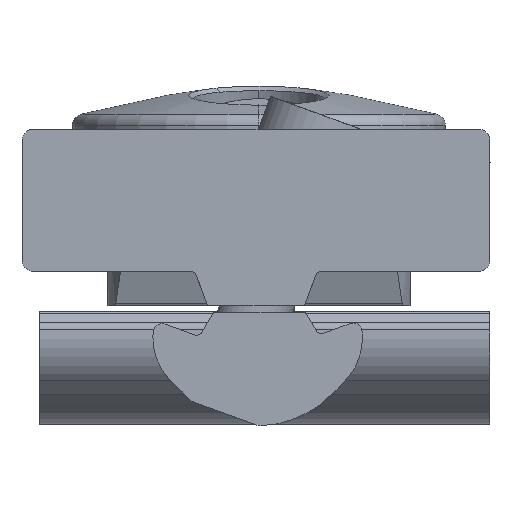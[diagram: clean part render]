
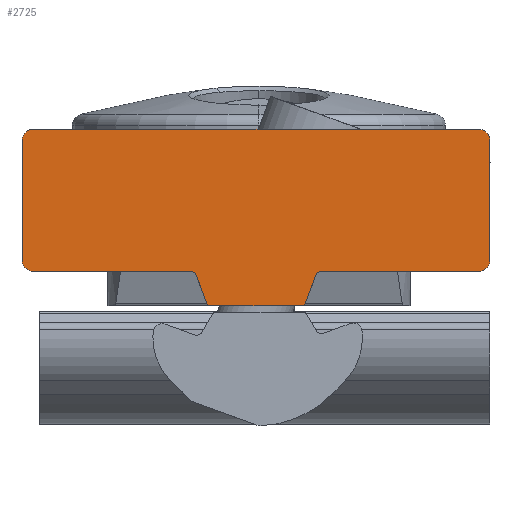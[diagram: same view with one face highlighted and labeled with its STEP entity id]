
A CAD part, front view. The second image highlights one B-rep face of the part: STEP entity #2725.
In plain terms, the highlighted planar face has unit normal (0, -1, 0).
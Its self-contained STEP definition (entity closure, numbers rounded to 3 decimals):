
#7 = VERTEX_POINT ( 'NONE', #9816 ) ;
#32 = EDGE_CURVE ( 'NONE', #10470, #1078, #2249, .T. ) ;
#184 = DIRECTION ( 'NONE',  ( 1., 0., 0. ) ) ;
#202 = VERTEX_POINT ( 'NONE', #11591 ) ;
#264 = DIRECTION ( 'NONE',  ( 1., 0., 0. ) ) ;
#543 = VECTOR ( 'NONE', #10828, 1000. ) ;
#602 = VERTEX_POINT ( 'NONE', #883 ) ;
#626 = CARTESIAN_POINT ( 'NONE',  ( 18.75, -100., -1. ) ) ;
#753 = CIRCLE ( 'NONE', #9653, 1. ) ;
#857 = ORIENTED_EDGE ( 'NONE', *, *, #2556, .T. ) ;
#883 = CARTESIAN_POINT ( 'NONE',  ( 5.032, -100., -12.329 ) ) ;
#932 = ORIENTED_EDGE ( 'NONE', *, *, #7150, .T. ) ;
#1015 = LINE ( 'NONE', #5997, #543 ) ;
#1078 = VERTEX_POINT ( 'NONE', #1713 ) ;
#1134 = CARTESIAN_POINT ( 'NONE',  ( -18.75, -100., 0. ) ) ;
#1143 = CIRCLE ( 'NONE', #8373, 0.5 ) ;
#1248 = VERTEX_POINT ( 'NONE', #7447 ) ;
#1305 = ORIENTED_EDGE ( 'NONE', *, *, #6613, .T. ) ;
#1465 = DIRECTION ( 'NONE',  ( -1., 0., 0. ) ) ;
#1494 = VERTEX_POINT ( 'NONE', #12007 ) ;
#1639 = EDGE_CURVE ( 'NONE', #1248, #2053, #8772, .T. ) ;
#1713 = CARTESIAN_POINT ( 'NONE',  ( 19.75, -100., -1. ) ) ;
#1745 = VECTOR ( 'NONE', #9909, 1000. ) ;
#1796 = CIRCLE ( 'NONE', #9430, 1. ) ;
#1909 = ORIENTED_EDGE ( 'NONE', *, *, #7652, .T. ) ;
#1927 = CARTESIAN_POINT ( 'NONE',  ( -5.028, -100., -12.329 ) ) ;
#1938 = VERTEX_POINT ( 'NONE', #12772 ) ;
#2053 = VERTEX_POINT ( 'NONE', #2302 ) ;
#2082 = CARTESIAN_POINT ( 'NONE',  ( -18.75, -100., 0. ) ) ;
#2238 = DIRECTION ( 'NONE',  ( 1., 0., 0. ) ) ;
#2249 = LINE ( 'NONE', #4218, #12589 ) ;
#2302 = CARTESIAN_POINT ( 'NONE',  ( -5.028, -100., -12.329 ) ) ;
#2373 = AXIS2_PLACEMENT_3D ( 'NONE', #6068, #4182, #184 ) ;
#2467 = AXIS2_PLACEMENT_3D ( 'NONE', #8453, #7416, #8516 ) ;
#2556 = EDGE_CURVE ( 'NONE', #8082, #12429, #12195, .T. ) ;
#2707 = ORIENTED_EDGE ( 'NONE', *, *, #6348, .T. ) ;
#2725 = ADVANCED_FACE ( 'NONE', ( #6510 ), #6593, .T. ) ;
#2780 = CARTESIAN_POINT ( 'NONE',  ( 4.156, -100., -14.736 ) ) ;
#2838 = CARTESIAN_POINT ( 'NONE',  ( 18.75, -100., -12. ) ) ;
#2890 = EDGE_CURVE ( 'NONE', #202, #11395, #10943, .T. ) ;
#2920 = LINE ( 'NONE', #1927, #7560 ) ;
#2978 = EDGE_CURVE ( 'NONE', #1938, #6704, #9546, .T. ) ;
#3019 = CIRCLE ( 'NONE', #5063, 1. ) ;
#3096 = CARTESIAN_POINT ( 'NONE',  ( -19.75, -100., -1. ) ) ;
#3203 = AXIS2_PLACEMENT_3D ( 'NONE', #11429, #5614, #1465 ) ;
#3309 = CARTESIAN_POINT ( 'NONE',  ( -4.152, -100., -14.736 ) ) ;
#3485 = ORIENTED_EDGE ( 'NONE', *, *, #4448, .T. ) ;
#3545 = VERTEX_POINT ( 'NONE', #3309 ) ;
#3548 = DIRECTION ( 'NONE',  ( 0.342, 0., 0.94 ) ) ;
#3615 = CARTESIAN_POINT ( 'NONE',  ( 3.921, -100., -14.65 ) ) ;
#3681 = AXIS2_PLACEMENT_3D ( 'NONE', #3615, #12102, #9764 ) ;
#3851 = DIRECTION ( 'NONE',  ( 1., 0., 0. ) ) ;
#4089 = VECTOR ( 'NONE', #3548, 1000. ) ;
#4160 = CARTESIAN_POINT ( 'NONE',  ( 19.75, -100., -11. ) ) ;
#4182 = DIRECTION ( 'NONE',  ( 0., -1., 0. ) ) ;
#4218 = CARTESIAN_POINT ( 'NONE',  ( 19.75, -100., -1. ) ) ;
#4291 = CARTESIAN_POINT ( 'NONE',  ( 5.502, -100., -12. ) ) ;
#4415 = EDGE_CURVE ( 'NONE', #7, #6409, #8918, .T. ) ;
#4448 = EDGE_CURVE ( 'NONE', #3545, #202, #7933, .T. ) ;
#4706 = EDGE_LOOP ( 'NONE', ( #1909, #8899, #1305, #11537, #12367, #857, #932, #2707, #12513, #7293, #3485, #9336, #12582, #5843, #9949, #11550 ) ) ;
#5003 = CARTESIAN_POINT ( 'NONE',  ( 18.75, -100., -11. ) ) ;
#5063 = AXIS2_PLACEMENT_3D ( 'NONE', #9639, #5747, #8767 ) ;
#5614 = DIRECTION ( 'NONE',  ( 0., 1., 0. ) ) ;
#5747 = DIRECTION ( 'NONE',  ( 0., -1., 0. ) ) ;
#5843 = ORIENTED_EDGE ( 'NONE', *, *, #11705, .T. ) ;
#5997 = CARTESIAN_POINT ( 'NONE',  ( -18.75, -100., -12. ) ) ;
#6019 = CARTESIAN_POINT ( 'NONE',  ( -19.75, -100., -11. ) ) ;
#6068 = CARTESIAN_POINT ( 'NONE',  ( -3.917, -100., -14.65 ) ) ;
#6348 = EDGE_CURVE ( 'NONE', #1494, #1248, #1015, .T. ) ;
#6409 = VERTEX_POINT ( 'NONE', #1134 ) ;
#6478 = DIRECTION ( 'NONE',  ( 0., 1., 0. ) ) ;
#6510 = FACE_OUTER_BOUND ( 'NONE', #4706, .T. ) ;
#6593 = PLANE ( 'NONE',  #2467 ) ;
#6613 = EDGE_CURVE ( 'NONE', #1078, #7, #753, .T. ) ;
#6704 = VERTEX_POINT ( 'NONE', #2838 ) ;
#7150 = EDGE_CURVE ( 'NONE', #12429, #1494, #3019, .T. ) ;
#7240 = EDGE_CURVE ( 'NONE', #2053, #3545, #2920, .T. ) ;
#7293 = ORIENTED_EDGE ( 'NONE', *, *, #7240, .T. ) ;
#7358 = CARTESIAN_POINT ( 'NONE',  ( -19.75, -100., -1. ) ) ;
#7414 = DIRECTION ( 'NONE',  ( -1., 0., 0. ) ) ;
#7416 = DIRECTION ( 'NONE',  ( 0., -1., 0. ) ) ;
#7447 = CARTESIAN_POINT ( 'NONE',  ( -5.498, -100., -12. ) ) ;
#7560 = VECTOR ( 'NONE', #9894, 1000. ) ;
#7652 = EDGE_CURVE ( 'NONE', #6704, #10470, #1796, .T. ) ;
#7834 = VECTOR ( 'NONE', #264, 1000. ) ;
#7871 = CARTESIAN_POINT ( 'NONE',  ( -18.75, -100., -1. ) ) ;
#7933 = CIRCLE ( 'NONE', #2373, 0.25 ) ;
#8082 = VERTEX_POINT ( 'NONE', #7358 ) ;
#8182 = DIRECTION ( 'NONE',  ( 0., 0., 1. ) ) ;
#8255 = EDGE_CURVE ( 'NONE', #11395, #12150, #8423, .T. ) ;
#8373 = AXIS2_PLACEMENT_3D ( 'NONE', #12422, #6478, #11241 ) ;
#8423 = CIRCLE ( 'NONE', #3681, 0.25 ) ;
#8453 = CARTESIAN_POINT ( 'NONE',  ( 18.75, -100., -11. ) ) ;
#8516 = DIRECTION ( 'NONE',  ( 1., 0., 0. ) ) ;
#8603 = AXIS2_PLACEMENT_3D ( 'NONE', #7871, #12706, #3851 ) ;
#8767 = DIRECTION ( 'NONE',  ( 1., 0., 0. ) ) ;
#8772 = CIRCLE ( 'NONE', #3203, 0.5 ) ;
#8797 = EDGE_CURVE ( 'NONE', #602, #1938, #1143, .T. ) ;
#8899 = ORIENTED_EDGE ( 'NONE', *, *, #32, .T. ) ;
#8918 = LINE ( 'NONE', #2082, #1745 ) ;
#9336 = ORIENTED_EDGE ( 'NONE', *, *, #2890, .T. ) ;
#9430 = AXIS2_PLACEMENT_3D ( 'NONE', #5003, #9937, #2238 ) ;
#9447 = EDGE_CURVE ( 'NONE', #6409, #8082, #12315, .T. ) ;
#9546 = LINE ( 'NONE', #4291, #10715 ) ;
#9639 = CARTESIAN_POINT ( 'NONE',  ( -18.75, -100., -11. ) ) ;
#9653 = AXIS2_PLACEMENT_3D ( 'NONE', #626, #10186, #7414 ) ;
#9764 = DIRECTION ( 'NONE',  ( 1., 0., 0. ) ) ;
#9816 = CARTESIAN_POINT ( 'NONE',  ( 18.75, -100., 0. ) ) ;
#9894 = DIRECTION ( 'NONE',  ( 0.342, 0., -0.94 ) ) ;
#9909 = DIRECTION ( 'NONE',  ( -1., 0., 0. ) ) ;
#9937 = DIRECTION ( 'NONE',  ( 0., -1., 0. ) ) ;
#9949 = ORIENTED_EDGE ( 'NONE', *, *, #8797, .T. ) ;
#10186 = DIRECTION ( 'NONE',  ( 0., -1., 0. ) ) ;
#10431 = DIRECTION ( 'NONE',  ( 1., 0., 0. ) ) ;
#10470 = VERTEX_POINT ( 'NONE', #4160 ) ;
#10582 = CARTESIAN_POINT ( 'NONE',  ( 4.156, -100., -14.736 ) ) ;
#10668 = CARTESIAN_POINT ( 'NONE',  ( 3.921, -100., -14.9 ) ) ;
#10715 = VECTOR ( 'NONE', #10431, 1000. ) ;
#10828 = DIRECTION ( 'NONE',  ( 1., 0., 0. ) ) ;
#10943 = LINE ( 'NONE', #12099, #7834 ) ;
#11241 = DIRECTION ( 'NONE',  ( -1., 0., 0. ) ) ;
#11395 = VERTEX_POINT ( 'NONE', #10668 ) ;
#11429 = CARTESIAN_POINT ( 'NONE',  ( -5.498, -100., -12.5 ) ) ;
#11519 = VECTOR ( 'NONE', #11927, 1000. ) ;
#11537 = ORIENTED_EDGE ( 'NONE', *, *, #4415, .T. ) ;
#11550 = ORIENTED_EDGE ( 'NONE', *, *, #2978, .T. ) ;
#11591 = CARTESIAN_POINT ( 'NONE',  ( -3.917, -100., -14.9 ) ) ;
#11617 = LINE ( 'NONE', #2780, #4089 ) ;
#11705 = EDGE_CURVE ( 'NONE', #12150, #602, #11617, .T. ) ;
#11927 = DIRECTION ( 'NONE',  ( 0., 0., -1. ) ) ;
#12007 = CARTESIAN_POINT ( 'NONE',  ( -18.75, -100., -12. ) ) ;
#12099 = CARTESIAN_POINT ( 'NONE',  ( -3.917, -100., -14.9 ) ) ;
#12102 = DIRECTION ( 'NONE',  ( 0., -1., 0. ) ) ;
#12150 = VERTEX_POINT ( 'NONE', #10582 ) ;
#12195 = LINE ( 'NONE', #3096, #11519 ) ;
#12315 = CIRCLE ( 'NONE', #8603, 1. ) ;
#12367 = ORIENTED_EDGE ( 'NONE', *, *, #9447, .T. ) ;
#12422 = CARTESIAN_POINT ( 'NONE',  ( 5.502, -100., -12.5 ) ) ;
#12429 = VERTEX_POINT ( 'NONE', #6019 ) ;
#12513 = ORIENTED_EDGE ( 'NONE', *, *, #1639, .T. ) ;
#12582 = ORIENTED_EDGE ( 'NONE', *, *, #8255, .T. ) ;
#12589 = VECTOR ( 'NONE', #8182, 1000. ) ;
#12706 = DIRECTION ( 'NONE',  ( 0., -1., 0. ) ) ;
#12772 = CARTESIAN_POINT ( 'NONE',  ( 5.502, -100., -12. ) ) ;
